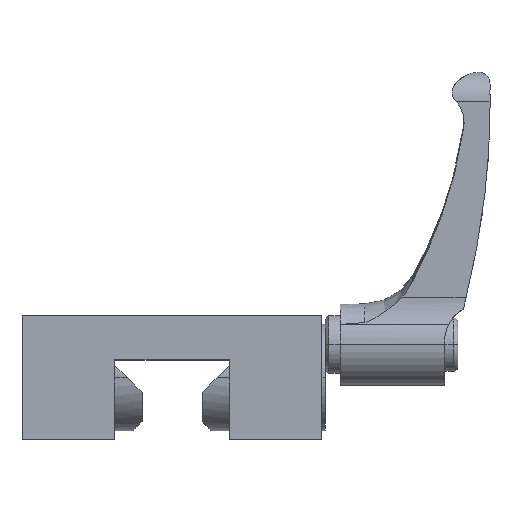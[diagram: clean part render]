
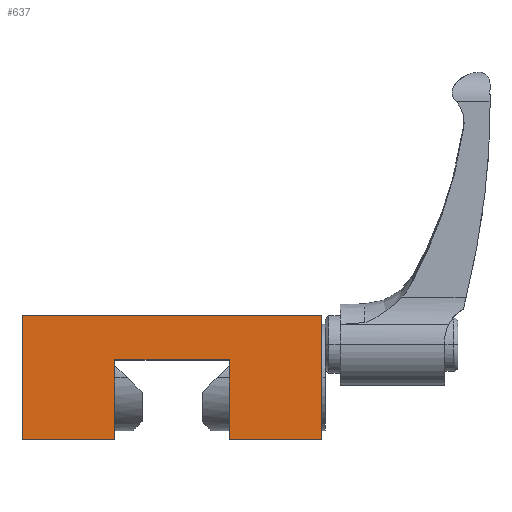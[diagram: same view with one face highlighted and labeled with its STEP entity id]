
A CAD part, top view. The second image highlights one B-rep face of the part: STEP entity #637.
In plain terms, the highlighted face is planar.
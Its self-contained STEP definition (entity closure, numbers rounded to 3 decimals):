
#68 = CARTESIAN_POINT ( 'NONE',  ( -15., 25.6, -13.4 ) ) ;
#94 = EDGE_CURVE ( 'NONE', #3692, #2203, #307, .T. ) ;
#96 = EDGE_LOOP ( 'NONE', ( #133, #3627, #814, #2488, #1516, #2936, #601, #3130 ) ) ;
#133 = ORIENTED_EDGE ( 'NONE', *, *, #1180, .T. ) ;
#195 = FACE_OUTER_BOUND ( 'NONE', #96, .T. ) ;
#247 = LINE ( 'NONE', #1740, #2946 ) ;
#249 = AXIS2_PLACEMENT_3D ( 'NONE', #494, #1425, #2381 ) ;
#307 = LINE ( 'NONE', #1538, #1021 ) ;
#383 = CARTESIAN_POINT ( 'NONE',  ( -15., 25.6, 0. ) ) ;
#433 = EDGE_CURVE ( 'NONE', #3736, #3692, #3305, .T. ) ;
#494 = CARTESIAN_POINT ( 'NONE',  ( -15., 0., 0. ) ) ;
#601 = ORIENTED_EDGE ( 'NONE', *, *, #3030, .F. ) ;
#637 = ADVANCED_FACE ( 'NONE', ( #195 ), #3284, .F. ) ;
#662 = LINE ( 'NONE', #1043, #3240 ) ;
#706 = CARTESIAN_POINT ( 'NONE',  ( -15., 0., 35. ) ) ;
#814 = ORIENTED_EDGE ( 'NONE', *, *, #94, .F. ) ;
#929 = EDGE_CURVE ( 'NONE', #2773, #1433, #662, .T. ) ;
#940 = DIRECTION ( 'NONE',  ( 0., 0., -1. ) ) ;
#996 = CARTESIAN_POINT ( 'NONE',  ( -15., 7., -13.4 ) ) ;
#1021 = VECTOR ( 'NONE', #940, 1000. ) ;
#1043 = CARTESIAN_POINT ( 'NONE',  ( -15., 0., 13.4 ) ) ;
#1048 = DIRECTION ( 'NONE',  ( 0., -1., 0. ) ) ;
#1074 = LINE ( 'NONE', #383, #1902 ) ;
#1158 = CARTESIAN_POINT ( 'NONE',  ( -15., 36., 35. ) ) ;
#1161 = DIRECTION ( 'NONE',  ( 0., 0., -1. ) ) ;
#1180 = EDGE_CURVE ( 'NONE', #1699, #2911, #3658, .T. ) ;
#1214 = LINE ( 'NONE', #3708, #2195 ) ;
#1239 = CARTESIAN_POINT ( 'NONE',  ( -15., 25.6, 13.4 ) ) ;
#1298 = EDGE_CURVE ( 'NONE', #2203, #2911, #1214, .T. ) ;
#1425 = DIRECTION ( 'NONE',  ( 1., 0., 0. ) ) ;
#1433 = VERTEX_POINT ( 'NONE', #1239 ) ;
#1516 = ORIENTED_EDGE ( 'NONE', *, *, #3725, .F. ) ;
#1538 = CARTESIAN_POINT ( 'NONE',  ( -15., 7., 0. ) ) ;
#1632 = DIRECTION ( 'NONE',  ( 0., 0., -1. ) ) ;
#1699 = VERTEX_POINT ( 'NONE', #1158 ) ;
#1740 = CARTESIAN_POINT ( 'NONE',  ( -15., 7., 0. ) ) ;
#1743 = DIRECTION ( 'NONE',  ( 0., -1., 0. ) ) ;
#1850 = DIRECTION ( 'NONE',  ( 0., 1., 0. ) ) ;
#1864 = CARTESIAN_POINT ( 'NONE',  ( -15., 7., -35. ) ) ;
#1902 = VECTOR ( 'NONE', #1632, 1000. ) ;
#1934 = EDGE_CURVE ( 'NONE', #1699, #2834, #2264, .T. ) ;
#2195 = VECTOR ( 'NONE', #1850, 1000. ) ;
#2203 = VERTEX_POINT ( 'NONE', #1864 ) ;
#2264 = LINE ( 'NONE', #706, #2326 ) ;
#2278 = VECTOR ( 'NONE', #1743, 1000. ) ;
#2326 = VECTOR ( 'NONE', #1048, 1000. ) ;
#2381 = DIRECTION ( 'NONE',  ( 0., 0., -1. ) ) ;
#2448 = CARTESIAN_POINT ( 'NONE',  ( -15., 36., -35. ) ) ;
#2488 = ORIENTED_EDGE ( 'NONE', *, *, #433, .F. ) ;
#2729 = DIRECTION ( 'NONE',  ( 0., 0., -1. ) ) ;
#2761 = CARTESIAN_POINT ( 'NONE',  ( -15., 7., 13.4 ) ) ;
#2773 = VERTEX_POINT ( 'NONE', #2761 ) ;
#2834 = VERTEX_POINT ( 'NONE', #3126 ) ;
#2911 = VERTEX_POINT ( 'NONE', #3259 ) ;
#2927 = VECTOR ( 'NONE', #2729, 1000. ) ;
#2936 = ORIENTED_EDGE ( 'NONE', *, *, #929, .F. ) ;
#2946 = VECTOR ( 'NONE', #1161, 1000. ) ;
#3030 = EDGE_CURVE ( 'NONE', #2834, #2773, #247, .T. ) ;
#3126 = CARTESIAN_POINT ( 'NONE',  ( -15., 7., 35. ) ) ;
#3130 = ORIENTED_EDGE ( 'NONE', *, *, #1934, .F. ) ;
#3187 = DIRECTION ( 'NONE',  ( 0., 1., 0. ) ) ;
#3240 = VECTOR ( 'NONE', #3187, 1000. ) ;
#3259 = CARTESIAN_POINT ( 'NONE',  ( -15., 36., -35. ) ) ;
#3284 = PLANE ( 'NONE',  #249 ) ;
#3305 = LINE ( 'NONE', #3326, #2278 ) ;
#3326 = CARTESIAN_POINT ( 'NONE',  ( -15., 0., -13.4 ) ) ;
#3627 = ORIENTED_EDGE ( 'NONE', *, *, #1298, .F. ) ;
#3658 = LINE ( 'NONE', #2448, #2927 ) ;
#3692 = VERTEX_POINT ( 'NONE', #996 ) ;
#3708 = CARTESIAN_POINT ( 'NONE',  ( -15., 0., -35. ) ) ;
#3725 = EDGE_CURVE ( 'NONE', #1433, #3736, #1074, .T. ) ;
#3736 = VERTEX_POINT ( 'NONE', #68 ) ;
